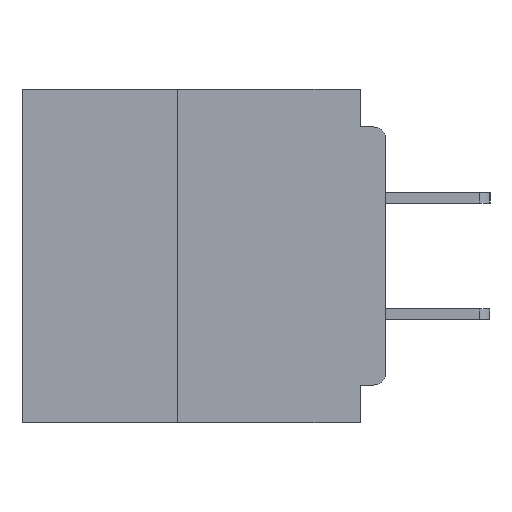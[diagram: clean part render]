
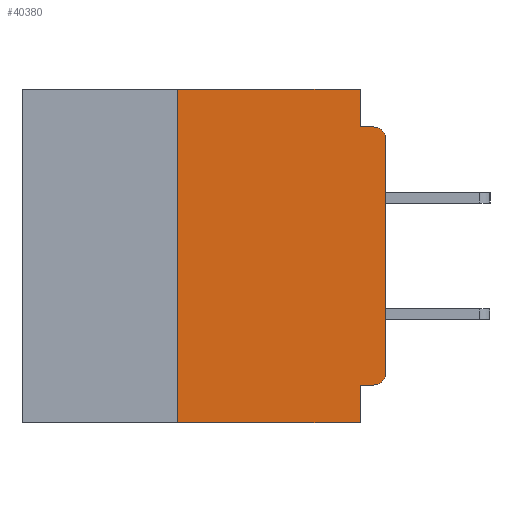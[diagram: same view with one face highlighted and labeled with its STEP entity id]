
A CAD part, left-side view. The second image highlights one B-rep face of the part: STEP entity #40380.
In plain terms, the highlighted planar face has unit normal (-1, 0, 0).
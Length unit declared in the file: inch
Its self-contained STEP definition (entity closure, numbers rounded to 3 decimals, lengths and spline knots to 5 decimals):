
#110 = VERTEX_POINT ( 'NONE', #26173 ) ;
#749 = EDGE_LOOP ( 'NONE', ( #19857, #15221, #30936, #12680, #9044, #29978, #17555, #3330, #24040, #6885 ) ) ;
#1100 = VECTOR ( 'NONE', #13223, 39.37008 ) ;
#3292 = DIRECTION ( 'NONE',  ( -1., 0., 0. ) ) ;
#3330 = ORIENTED_EDGE ( 'NONE', *, *, #7673, .F. ) ;
#5739 = LINE ( 'NONE', #14627, #44019 ) ;
#6666 = VERTEX_POINT ( 'NONE', #41371 ) ;
#6793 = VERTEX_POINT ( 'NONE', #45721 ) ;
#6885 = ORIENTED_EDGE ( 'NONE', *, *, #33420, .T. ) ;
#6996 = EDGE_CURVE ( 'NONE', #45031, #28818, #19519, .T. ) ;
#7673 = EDGE_CURVE ( 'NONE', #6793, #110, #40919, .T. ) ;
#9044 = ORIENTED_EDGE ( 'NONE', *, *, #16677, .F. ) ;
#9704 = VECTOR ( 'NONE', #46993, 39.37008 ) ;
#10208 = DIRECTION ( 'NONE',  ( 0., -1., 0. ) ) ;
#11821 = DIRECTION ( 'NONE',  ( 0., 0., 1. ) ) ;
#12129 = AXIS2_PLACEMENT_3D ( 'NONE', #25489, #3292, #29166 ) ;
#12543 = VERTEX_POINT ( 'NONE', #16407 ) ;
#12680 = ORIENTED_EDGE ( 'NONE', *, *, #6996, .F. ) ;
#13190 = VECTOR ( 'NONE', #41406, 39.37008 ) ;
#13223 = DIRECTION ( 'NONE',  ( 0., -1., 0. ) ) ;
#13908 = DIRECTION ( 'NONE',  ( 0., 0., -1. ) ) ;
#14202 = DIRECTION ( 'NONE',  ( 1., 0., 0. ) ) ;
#14627 = CARTESIAN_POINT ( 'NONE',  ( 0., 0., -0.355 ) ) ;
#15221 = ORIENTED_EDGE ( 'NONE', *, *, #23952, .T. ) ;
#16297 = CARTESIAN_POINT ( 'NONE',  ( 0., 0.015, -0.34 ) ) ;
#16407 = CARTESIAN_POINT ( 'NONE',  ( 0., 0.015, -0.355 ) ) ;
#16600 = CARTESIAN_POINT ( 'NONE',  ( 0., 0.25, 0. ) ) ;
#16677 = EDGE_CURVE ( 'NONE', #19667, #45031, #27999, .T. ) ;
#16752 = CARTESIAN_POINT ( 'NONE',  ( 0., 0.437, 0. ) ) ;
#16958 = EDGE_CURVE ( 'NONE', #12543, #6793, #5739, .T. ) ;
#17115 = CIRCLE ( 'NONE', #29750, 0.015 ) ;
#17555 = ORIENTED_EDGE ( 'NONE', *, *, #35173, .T. ) ;
#17638 = CARTESIAN_POINT ( 'NONE',  ( 0., 0.437, -0.4 ) ) ;
#19519 = LINE ( 'NONE', #43278, #9704 ) ;
#19667 = VERTEX_POINT ( 'NONE', #16600 ) ;
#19857 = ORIENTED_EDGE ( 'NONE', *, *, #29792, .T. ) ;
#20023 = DIRECTION ( 'NONE',  ( 0., 0., -1. ) ) ;
#20338 = VERTEX_POINT ( 'NONE', #34744 ) ;
#21074 = CARTESIAN_POINT ( 'NONE',  ( 0., 0., -0.06 ) ) ;
#21140 = VERTEX_POINT ( 'NONE', #21074 ) ;
#21507 = VERTEX_POINT ( 'NONE', #27017 ) ;
#22226 = VECTOR ( 'NONE', #10208, 39.37008 ) ;
#22801 = CARTESIAN_POINT ( 'NONE',  ( 0., 0.25, -0.4 ) ) ;
#22899 = CARTESIAN_POINT ( 'NONE',  ( 0., 0., -0.045 ) ) ;
#23952 = EDGE_CURVE ( 'NONE', #21140, #20338, #39102, .T. ) ;
#24040 = ORIENTED_EDGE ( 'NONE', *, *, #16958, .F. ) ;
#25489 = CARTESIAN_POINT ( 'NONE',  ( 0., 0.015, -0.06 ) ) ;
#25919 = DIRECTION ( 'NONE',  ( 0., 1., 0. ) ) ;
#26173 = CARTESIAN_POINT ( 'NONE',  ( 0., 0.031, -0.4 ) ) ;
#26848 = DIRECTION ( 'NONE',  ( 0., 0., 1. ) ) ;
#27017 = CARTESIAN_POINT ( 'NONE',  ( 0., 0., -0.34 ) ) ;
#27999 = LINE ( 'NONE', #16752, #1100 ) ;
#28818 = VERTEX_POINT ( 'NONE', #42410 ) ;
#29166 = DIRECTION ( 'NONE',  ( 0., 0., -1. ) ) ;
#29750 = AXIS2_PLACEMENT_3D ( 'NONE', #16297, #42243, #20023 ) ;
#29792 = EDGE_CURVE ( 'NONE', #21507, #21140, #41991, .T. ) ;
#29978 = ORIENTED_EDGE ( 'NONE', *, *, #38164, .F. ) ;
#30936 = ORIENTED_EDGE ( 'NONE', *, *, #41325, .F. ) ;
#31730 = VECTOR ( 'NONE', #11821, 39.37008 ) ;
#32051 = VECTOR ( 'NONE', #26848, 39.37008 ) ;
#33198 = LINE ( 'NONE', #17638, #22226 ) ;
#33420 = EDGE_CURVE ( 'NONE', #12543, #21507, #17115, .T. ) ;
#34744 = CARTESIAN_POINT ( 'NONE',  ( 0., 0.015, -0.045 ) ) ;
#35173 = EDGE_CURVE ( 'NONE', #6666, #110, #33198, .T. ) ;
#36376 = CARTESIAN_POINT ( 'NONE',  ( 0., 0.437, 0. ) ) ;
#37302 = CARTESIAN_POINT ( 'NONE',  ( 0., 0.031, 0. ) ) ;
#37638 = FACE_OUTER_BOUND ( 'NONE', #749, .T. ) ;
#37737 = CARTESIAN_POINT ( 'NONE',  ( 0., 0., 0. ) ) ;
#38164 = EDGE_CURVE ( 'NONE', #6666, #19667, #41665, .T. ) ;
#38374 = AXIS2_PLACEMENT_3D ( 'NONE', #36376, #14202, #40113 ) ;
#38581 = VECTOR ( 'NONE', #13908, 39.37008 ) ;
#39102 = CIRCLE ( 'NONE', #12129, 0.015 ) ;
#39790 = CARTESIAN_POINT ( 'NONE',  ( 0., 0.031, -0.4 ) ) ;
#39947 = PLANE ( 'NONE',  #38374 ) ;
#40113 = DIRECTION ( 'NONE',  ( 0., 0., -1. ) ) ;
#40380 = ADVANCED_FACE ( 'NONE', ( #37638 ), #39947, .F. ) ;
#40919 = LINE ( 'NONE', #39790, #38581 ) ;
#41325 = EDGE_CURVE ( 'NONE', #28818, #20338, #42752, .T. ) ;
#41371 = CARTESIAN_POINT ( 'NONE',  ( 0., 0.25, -0.4 ) ) ;
#41406 = DIRECTION ( 'NONE',  ( 0., -1., 0. ) ) ;
#41665 = LINE ( 'NONE', #22801, #31730 ) ;
#41991 = LINE ( 'NONE', #37737, #32051 ) ;
#42243 = DIRECTION ( 'NONE',  ( -1., 0., 0. ) ) ;
#42410 = CARTESIAN_POINT ( 'NONE',  ( 0., 0.031, -0.045 ) ) ;
#42752 = LINE ( 'NONE', #22899, #13190 ) ;
#43278 = CARTESIAN_POINT ( 'NONE',  ( 0., 0.031, 0. ) ) ;
#44019 = VECTOR ( 'NONE', #25919, 39.37008 ) ;
#45031 = VERTEX_POINT ( 'NONE', #37302 ) ;
#45721 = CARTESIAN_POINT ( 'NONE',  ( 0., 0.031, -0.355 ) ) ;
#46993 = DIRECTION ( 'NONE',  ( 0., 0., -1. ) ) ;
